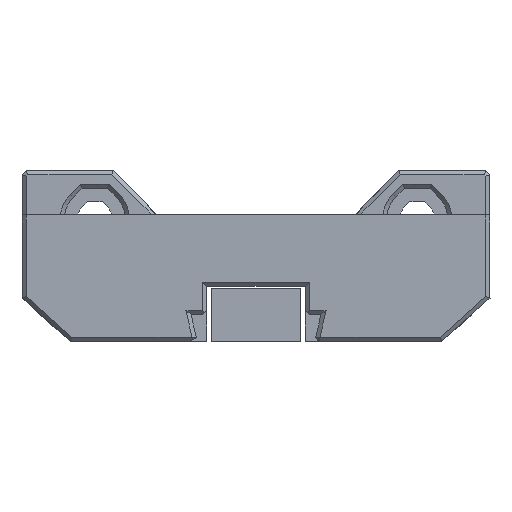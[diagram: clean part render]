
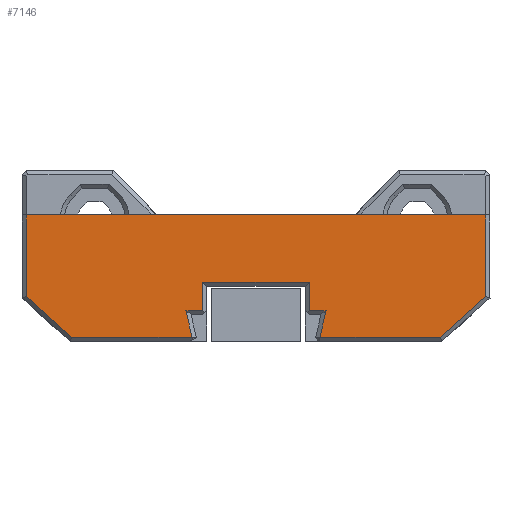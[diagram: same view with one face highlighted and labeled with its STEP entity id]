
A CAD part, front view. The second image highlights one B-rep face of the part: STEP entity #7146.
In plain terms, the highlighted planar face has unit normal (0, -1, 0).
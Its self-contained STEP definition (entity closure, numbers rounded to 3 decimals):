
#551=FACE_OUTER_BOUND('',#954,.T.);
#954=EDGE_LOOP('',(#5572,#5573,#5574,#5575,#5576,#5577,#5578,#5579,#5580,
#5581,#5582,#5583,#5584,#5585));
#1606=LINE('',#11384,#2363);
#1611=LINE('',#11393,#2368);
#1613=LINE('',#11396,#2370);
#1614=LINE('',#11398,#2371);
#1615=LINE('',#11400,#2372);
#1616=LINE('',#11402,#2373);
#1617=LINE('',#11404,#2374);
#1618=LINE('',#11406,#2375);
#1619=LINE('',#11408,#2376);
#1620=LINE('',#11410,#2377);
#1621=LINE('',#11412,#2378);
#1622=LINE('',#11414,#2379);
#1623=LINE('',#11416,#2380);
#1624=LINE('',#11417,#2381);
#2363=VECTOR('',#9171,2.773);
#2368=VECTOR('',#9180,2.773);
#2370=VECTOR('',#9184,10.4);
#2371=VECTOR('',#9185,1.657);
#2372=VECTOR('',#9186,2.696);
#2373=VECTOR('',#9187,11.787);
#2374=VECTOR('',#9188,6.005);
#2375=VECTOR('',#9189,7.96);
#2376=VECTOR('',#9190,45.);
#2377=VECTOR('',#9191,7.96);
#2378=VECTOR('',#9192,6.005);
#2379=VECTOR('',#9193,11.786);
#2380=VECTOR('',#9194,2.696);
#2381=VECTOR('',#9195,1.658);
#3214=VERTEX_POINT('',#11381);
#3215=VERTEX_POINT('',#11383);
#3216=VERTEX_POINT('',#11390);
#3217=VERTEX_POINT('',#11392);
#3218=VERTEX_POINT('',#11397);
#3219=VERTEX_POINT('',#11399);
#3220=VERTEX_POINT('',#11401);
#3221=VERTEX_POINT('',#11403);
#3222=VERTEX_POINT('',#11405);
#3223=VERTEX_POINT('',#11407);
#3224=VERTEX_POINT('',#11409);
#3225=VERTEX_POINT('',#11411);
#3226=VERTEX_POINT('',#11413);
#3227=VERTEX_POINT('',#11415);
#4077=EDGE_CURVE('',#3214,#3215,#1606,.T.);
#4082=EDGE_CURVE('',#3216,#3217,#1611,.T.);
#4084=EDGE_CURVE('',#3217,#3214,#1613,.T.);
#4085=EDGE_CURVE('',#3218,#3216,#1614,.T.);
#4086=EDGE_CURVE('',#3219,#3218,#1615,.T.);
#4087=EDGE_CURVE('',#3220,#3219,#1616,.T.);
#4088=EDGE_CURVE('',#3221,#3220,#1617,.T.);
#4089=EDGE_CURVE('',#3222,#3221,#1618,.T.);
#4090=EDGE_CURVE('',#3223,#3222,#1619,.T.);
#4091=EDGE_CURVE('',#3224,#3223,#1620,.T.);
#4092=EDGE_CURVE('',#3225,#3224,#1621,.T.);
#4093=EDGE_CURVE('',#3226,#3225,#1622,.T.);
#4094=EDGE_CURVE('',#3227,#3226,#1623,.T.);
#4095=EDGE_CURVE('',#3227,#3215,#1624,.T.);
#5572=ORIENTED_EDGE('',*,*,#4084,.F.);
#5573=ORIENTED_EDGE('',*,*,#4082,.F.);
#5574=ORIENTED_EDGE('',*,*,#4085,.F.);
#5575=ORIENTED_EDGE('',*,*,#4086,.F.);
#5576=ORIENTED_EDGE('',*,*,#4087,.F.);
#5577=ORIENTED_EDGE('',*,*,#4088,.F.);
#5578=ORIENTED_EDGE('',*,*,#4089,.F.);
#5579=ORIENTED_EDGE('',*,*,#4090,.F.);
#5580=ORIENTED_EDGE('',*,*,#4091,.F.);
#5581=ORIENTED_EDGE('',*,*,#4092,.F.);
#5582=ORIENTED_EDGE('',*,*,#4093,.F.);
#5583=ORIENTED_EDGE('',*,*,#4094,.F.);
#5584=ORIENTED_EDGE('',*,*,#4095,.T.);
#5585=ORIENTED_EDGE('',*,*,#4077,.F.);
#6827=PLANE('',#7734);
#7146=ADVANCED_FACE('',(#551),#6827,.T.);
#7734=AXIS2_PLACEMENT_3D('',#11395,#9182,#9183);
#9171=DIRECTION('',(0.,0.,-1.));
#9180=DIRECTION('',(0.,0.,1.));
#9182=DIRECTION('center_axis',(0.,-1.,0.));
#9183=DIRECTION('ref_axis',(1.,0.,0.));
#9184=DIRECTION('',(-1.,0.,0.));
#9185=DIRECTION('',(-1.,0.,0.));
#9186=DIRECTION('',(0.225,0.,0.974));
#9187=DIRECTION('',(-1.,0.,0.));
#9188=DIRECTION('',(-0.743,0.,-0.669));
#9189=DIRECTION('',(0.,0.,-1.));
#9190=DIRECTION('',(1.,0.,0.));
#9191=DIRECTION('',(0.,0.,1.));
#9192=DIRECTION('',(-0.743,0.,0.669));
#9193=DIRECTION('',(-1.,0.,0.));
#9194=DIRECTION('',(0.225,0.,-0.974));
#9195=DIRECTION('',(1.,0.,0.));
#11381=CARTESIAN_POINT('',(-5.248,-44.854,-9.449));
#11383=CARTESIAN_POINT('',(-5.248,-44.854,-12.222));
#11384=CARTESIAN_POINT('',(-5.248,-44.854,-9.449));
#11390=CARTESIAN_POINT('',(5.152,-44.854,-12.222));
#11392=CARTESIAN_POINT('',(5.152,-44.854,-9.449));
#11393=CARTESIAN_POINT('',(5.152,-44.854,-12.222));
#11395=CARTESIAN_POINT('Origin',(3.2,-44.854,14.551));
#11396=CARTESIAN_POINT('',(5.152,-44.854,-9.449));
#11397=CARTESIAN_POINT('',(6.809,-44.854,-12.222));
#11398=CARTESIAN_POINT('',(6.809,-44.854,-12.222));
#11399=CARTESIAN_POINT('',(6.202,-44.854,-14.849));
#11400=CARTESIAN_POINT('',(6.202,-44.854,-14.849));
#11401=CARTESIAN_POINT('',(17.989,-44.854,-14.849));
#11402=CARTESIAN_POINT('',(17.989,-44.854,-14.849));
#11403=CARTESIAN_POINT('',(22.452,-44.854,-10.831));
#11404=CARTESIAN_POINT('',(22.452,-44.854,-10.831));
#11405=CARTESIAN_POINT('',(22.452,-44.854,-2.87));
#11406=CARTESIAN_POINT('',(22.452,-44.854,-2.87));
#11407=CARTESIAN_POINT('',(-22.548,-44.854,-2.87));
#11408=CARTESIAN_POINT('',(-22.548,-44.854,-2.87));
#11409=CARTESIAN_POINT('',(-22.548,-44.854,-10.831));
#11410=CARTESIAN_POINT('',(-22.548,-44.854,-10.831));
#11411=CARTESIAN_POINT('',(-18.085,-44.854,-14.849));
#11412=CARTESIAN_POINT('',(-18.085,-44.854,-14.849));
#11413=CARTESIAN_POINT('',(-6.3,-44.854,-14.849));
#11414=CARTESIAN_POINT('',(-6.3,-44.854,-14.849));
#11415=CARTESIAN_POINT('',(-6.906,-44.854,-12.222));
#11416=CARTESIAN_POINT('',(-6.906,-44.854,-12.222));
#11417=CARTESIAN_POINT('',(-6.906,-44.854,-12.222));
